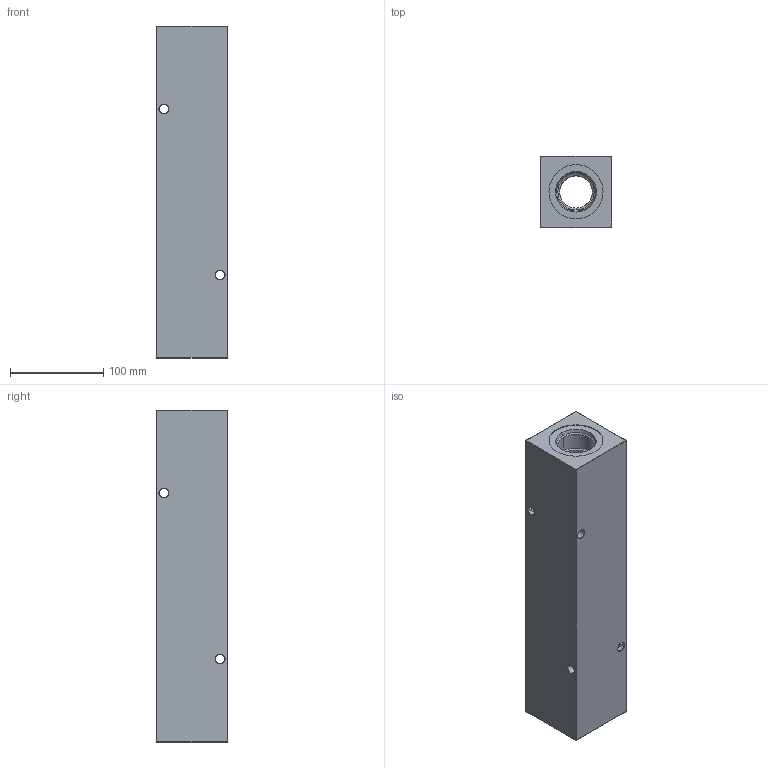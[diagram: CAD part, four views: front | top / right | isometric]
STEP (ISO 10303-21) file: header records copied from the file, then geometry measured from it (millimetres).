
FILE_DESCRIPTION (( 'STEP AP203' ), '1' );
FILE_NAME ('HM-4-90-S-20-16.STEP', '2020-11-09T23:40:01', ( '' ), ( '' ), 'SwSTEP 2.0', 'SolidWorks 2019', '' );
FILE_SCHEMA (( 'CONFIG_CONTROL_DESIGN' ));
Length unit declared in the file: inch
Products named in the file (1): HM-4-90-S-20-16
Bounding box: 76.2 x 76.2 x 355.6 mm (x, y, z)
Volume: 1537717.9 mm3; surface area: 170775.9 mm2
Topology: 1 solids, 1 shells, 623 faces, 1607 edges, 1032 vertices
Faces by surface type: plane 256, bspline 201, cone 84, cylinder 82
Entity records: 29372 total; most frequent: CARTESIAN_POINT 15588, ORIENTED_EDGE 3214, DIRECTION 2121, EDGE_CURVE 1607, VERTEX_POINT 1032, LINE 887, VECTOR 887, EDGE_LOOP 699
